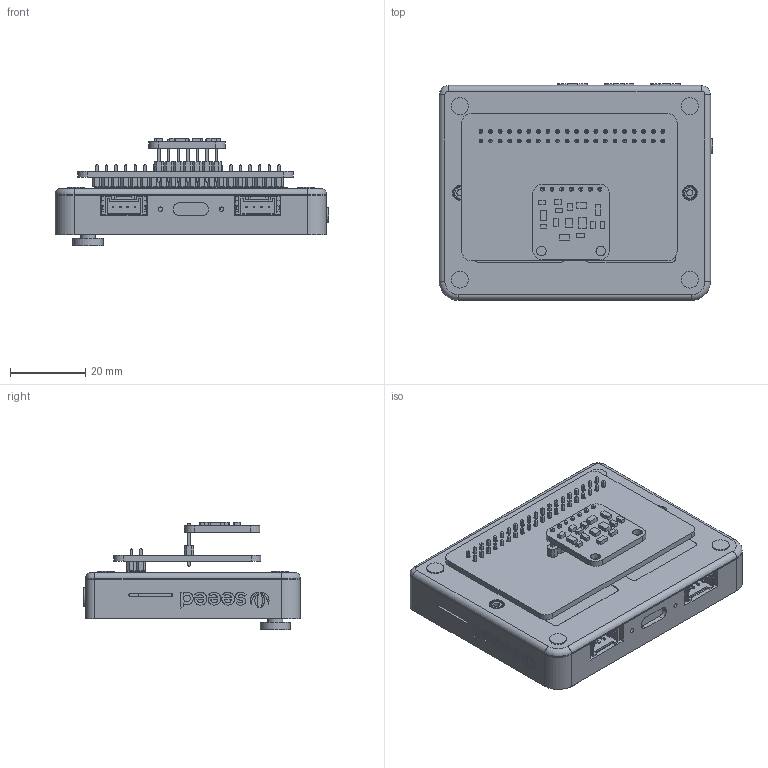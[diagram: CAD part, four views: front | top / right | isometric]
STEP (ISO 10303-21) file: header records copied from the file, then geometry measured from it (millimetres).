
FILE_DESCRIPTION(/* description */ (''),/* implementation_level */ '2;1');
FILE_NAME(/* name */ 'colorPicker.step',/* time_stamp */ '2021-01-01T18:59:14+05:00',/* author */ (''),/* organization */ (''),/* preprocessor_version */ 'ST-DEVELOPER v18.1',/* originating_system */ 'Autodesk Translation Framework v9.7.1.1290',/* authorisation */ '');
FILE_SCHEMA (('AUTOMOTIVE_DESIGN { 1 0 10303 214 3 1 1 }'));
Products named in the file (12): untitled; PCB Component; Board; 1X07; 2X20; Wio Terminal; Connecteur Grove (flat) v5; Component6; Component3(Mirror); Spur Gear (13 teeth)(Mirror); Component2; tcs34725
Assembly tree (13 placements, depth 6):
  untitled
    PCB Component
      Board
      1X07
      2X20
      Wio Terminal
        Connecteur Grove (flat) v5  x2
        Component6
          Component3(Mirror)
            Spur Gear (13 teeth)(Mirror)  x2
          Component2
      tcs34725
Bounding box: 72.6 x 57.48 x 28.6 mm (x, y, z)
Volume: 23450.6 mm3; surface area: 41435.1 mm2
Topology: 34 solids, 34 shells, 3654 faces, 9831 edges, 6395 vertices
Faces by surface type: plane 3225, cylinder 315, bspline 107, torus 7
Full cylindrical faces by diameter (mm): 1.016 x54, 1.19 x2, 1.623 x2, 2.54 x2, 3.8 x1, 4 x1, 4.5 x8, 8 x1
Entity records: 122766 total; most frequent: CARTESIAN_POINT 36470, ORIENTED_EDGE 18154, DIRECTION 16206, EDGE_CURVE 9077, LINE 8258, VECTOR 8258, VERTEX_POINT 5899, AXIS2_PLACEMENT_3D 3974
